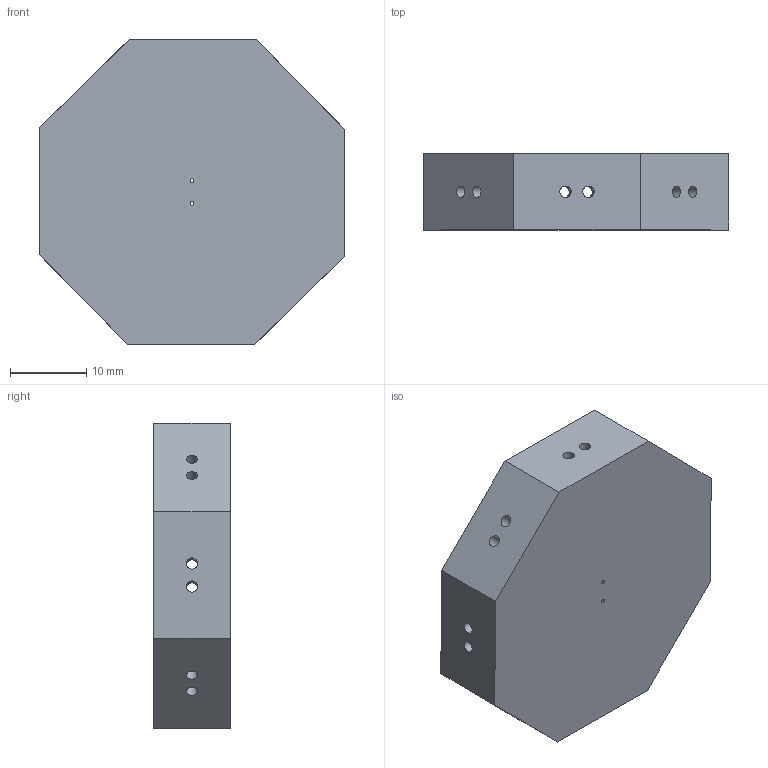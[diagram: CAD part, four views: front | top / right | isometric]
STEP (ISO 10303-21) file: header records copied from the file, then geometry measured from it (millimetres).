
FILE_DESCRIPTION(/* description */ (''),/* implementation_level */ '2;1');
FILE_NAME(/* name */ 'oktagonOben.stp',/* time_stamp */ '2018-08-09T18:46:34+02:00',/* author */ ('chris'),/* organization */ (''),/* preprocessor_version */ 'ST-DEVELOPER v17',/* originating_system */ 'Autodesk Inventor 2019',/* authorisation */ '');
FILE_SCHEMA (('AUTOMOTIVE_DESIGN { 1 0 10303 214 3 1 1 }'));
Length unit declared in the file: millimetre
Products named in the file (1): oktagonOben
Bounding box: 40.1 x 10 x 40.1 mm (x, y, z)
Volume: 7893.2 mm3; surface area: 5001.3 mm2
Topology: 1 solids, 1 shells, 37 faces, 112 edges, 78 vertices
Faces by surface type: plane 19, cylinder 18
Full cylindrical faces by diameter (mm): 0.5 x2, 1.5 x16
Entity records: 1403 total; most frequent: DIRECTION 234, CARTESIAN_POINT 228, ORIENTED_EDGE 224, EDGE_CURVE 112, AXIS2_PLACEMENT_3D 84, VERTEX_POINT 78, EDGE_LOOP 74, LINE 66
